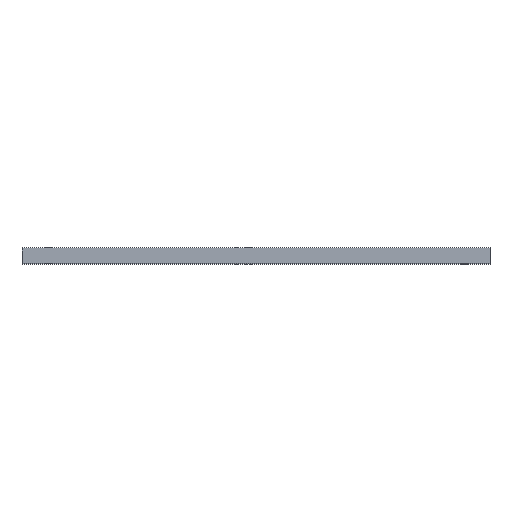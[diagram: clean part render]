
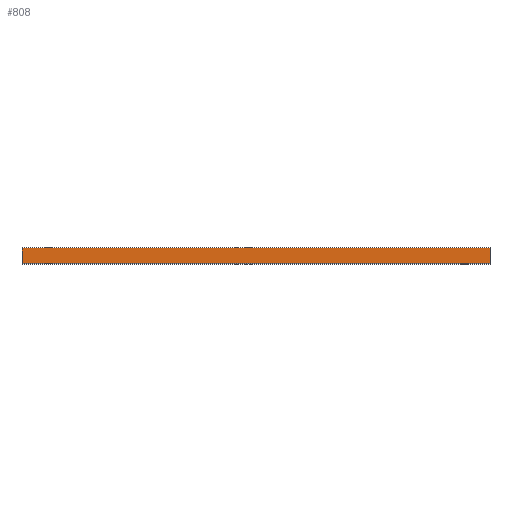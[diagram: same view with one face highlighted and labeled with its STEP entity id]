
A CAD part, top view. The second image highlights one B-rep face of the part: STEP entity #808.
In plain terms, the highlighted planar face has unit normal (0, 0, 1).
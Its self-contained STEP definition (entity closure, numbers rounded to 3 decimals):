
#116=FACE_OUTER_BOUND('',#158,.T.);
#158=EDGE_LOOP('',(#689,#690,#691,#692));
#242=LINE('',#1468,#320);
#243=LINE('',#1471,#321);
#244=LINE('',#1473,#322);
#245=LINE('',#1474,#323);
#320=VECTOR('',#996,10.);
#321=VECTOR('',#999,10.);
#322=VECTOR('',#1000,10.);
#323=VECTOR('',#1001,10.);
#398=VERTEX_POINT('',#1462);
#400=VERTEX_POINT('',#1466);
#401=VERTEX_POINT('',#1470);
#402=VERTEX_POINT('',#1472);
#510=EDGE_CURVE('',#398,#400,#242,.T.);
#511=EDGE_CURVE('',#398,#401,#243,.T.);
#512=EDGE_CURVE('',#402,#400,#244,.T.);
#513=EDGE_CURVE('',#401,#402,#245,.T.);
#689=ORIENTED_EDGE('',*,*,#511,.F.);
#690=ORIENTED_EDGE('',*,*,#510,.T.);
#691=ORIENTED_EDGE('',*,*,#512,.F.);
#692=ORIENTED_EDGE('',*,*,#513,.F.);
#766=PLANE('',#858);
#808=ADVANCED_FACE('',(#116),#766,.T.);
#858=AXIS2_PLACEMENT_3D('',#1469,#997,#998);
#996=DIRECTION('',(0.,1.,0.));
#997=DIRECTION('center_axis',(0.,0.,1.));
#998=DIRECTION('ref_axis',(1.,0.,0.));
#999=DIRECTION('',(-1.,0.,0.));
#1000=DIRECTION('',(1.,0.,0.));
#1001=DIRECTION('',(0.,1.,0.));
#1462=CARTESIAN_POINT('',(-582.,354.361,131.914));
#1466=CARTESIAN_POINT('',(-582.,360.361,131.914));
#1468=CARTESIAN_POINT('',(-582.,354.361,131.914));
#1469=CARTESIAN_POINT('Origin',(-767.,354.361,131.914));
#1470=CARTESIAN_POINT('',(-767.,354.361,131.914));
#1471=CARTESIAN_POINT('',(-582.,354.361,131.914));
#1472=CARTESIAN_POINT('',(-767.,360.361,131.914));
#1473=CARTESIAN_POINT('',(-582.,360.361,131.914));
#1474=CARTESIAN_POINT('',(-767.,354.361,131.914));
